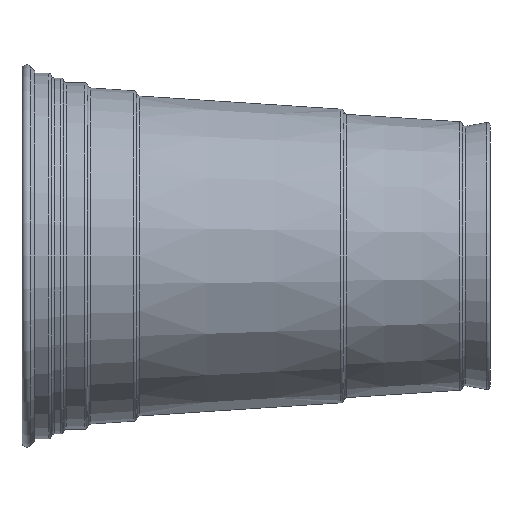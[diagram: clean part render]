
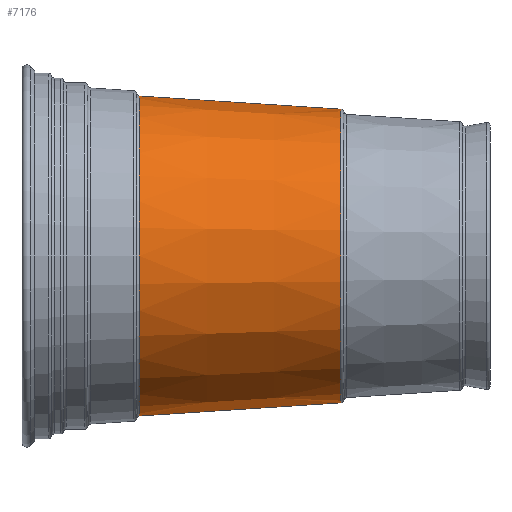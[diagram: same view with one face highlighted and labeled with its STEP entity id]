
A CAD part, left-side view. The second image highlights one B-rep face of the part: STEP entity #7176.
In plain terms, the highlighted conical face has half-angle 3.724 degrees and reference radius 41.718 mm.
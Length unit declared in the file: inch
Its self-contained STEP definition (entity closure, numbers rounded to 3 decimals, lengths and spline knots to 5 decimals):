
#732 = CARTESIAN_POINT ( 'NONE',  ( 0., 1.52922, 0. ) ) ;
#785 = CARTESIAN_POINT ( 'NONE',  ( 0., 3.59637, -1.6406 ) ) ;
#881 = ORIENTED_EDGE ( 'NONE', *, *, #2170, .T. ) ;
#1205 = EDGE_CURVE ( 'NONE', #7361, #2972, #4464, .T. ) ;
#1265 = DIRECTION ( 'NONE',  ( 0., -1., 0. ) ) ;
#1313 = CARTESIAN_POINT ( 'NONE',  ( 0., 3.625, 1.64246 ) ) ;
#1362 = DIRECTION ( 'NONE',  ( 0., 0., -1. ) ) ;
#1645 = CARTESIAN_POINT ( 'NONE',  ( 0., 3.625, -1.64246 ) ) ;
#1670 = DIRECTION ( 'NONE',  ( 0., 0.998, -0.065 ) ) ;
#1704 = CARTESIAN_POINT ( 'NONE',  ( 0., 1.52922, 1.50607 ) ) ;
#1798 = CARTESIAN_POINT ( 'NONE',  ( 0., 3.625, 0. ) ) ;
#1931 = LINE ( 'NONE', #1313, #6754 ) ;
#2170 = EDGE_CURVE ( 'NONE', #2972, #6463, #1931, .T. ) ;
#2272 = CIRCLE ( 'NONE', #7195, 1.6406 ) ;
#2313 = VERTEX_POINT ( 'NONE', #785 ) ;
#2424 = DIRECTION ( 'NONE',  ( 0., 0., 1. ) ) ;
#2485 = LINE ( 'NONE', #1645, #4141 ) ;
#2972 = VERTEX_POINT ( 'NONE', #1704 ) ;
#3904 = EDGE_CURVE ( 'NONE', #7361, #2313, #2485, .T. ) ;
#4141 = VECTOR ( 'NONE', #1670, 39.37008 ) ;
#4211 = ORIENTED_EDGE ( 'NONE', *, *, #3904, .F. ) ;
#4464 = CIRCLE ( 'NONE', #5508, 1.50607 ) ;
#4581 = CARTESIAN_POINT ( 'NONE',  ( 0., 1.52922, -1.50607 ) ) ;
#4697 = CARTESIAN_POINT ( 'NONE',  ( 0., 3.59637, 1.6406 ) ) ;
#5007 = CARTESIAN_POINT ( 'NONE',  ( 0., 3.59637, 0. ) ) ;
#5113 = DIRECTION ( 'NONE',  ( 0., 1., 0. ) ) ;
#5417 = EDGE_CURVE ( 'NONE', #6463, #2313, #2272, .T. ) ;
#5508 = AXIS2_PLACEMENT_3D ( 'NONE', #732, #5113, #1362 ) ;
#5539 = FACE_OUTER_BOUND ( 'NONE', #5667, .T. ) ;
#5650 = DIRECTION ( 'NONE',  ( 0., 0., 1. ) ) ;
#5667 = EDGE_LOOP ( 'NONE', ( #4211, #6443, #881, #5676 ) ) ;
#5676 = ORIENTED_EDGE ( 'NONE', *, *, #5417, .T. ) ;
#6187 = DIRECTION ( 'NONE',  ( 0., 1., 0. ) ) ;
#6318 = DIRECTION ( 'NONE',  ( 0., 0.998, 0.065 ) ) ;
#6443 = ORIENTED_EDGE ( 'NONE', *, *, #1205, .T. ) ;
#6463 = VERTEX_POINT ( 'NONE', #4697 ) ;
#6487 = AXIS2_PLACEMENT_3D ( 'NONE', #1798, #6187, #2424 ) ;
#6754 = VECTOR ( 'NONE', #6318, 39.37008 ) ;
#6827 = CONICAL_SURFACE ( 'NONE', #6487, 1.64246, 0.065 ) ;
#7176 = ADVANCED_FACE ( 'NONE', ( #5539 ), #6827, .T. ) ;
#7195 = AXIS2_PLACEMENT_3D ( 'NONE', #5007, #1265, #5650 ) ;
#7361 = VERTEX_POINT ( 'NONE', #4581 ) ;
